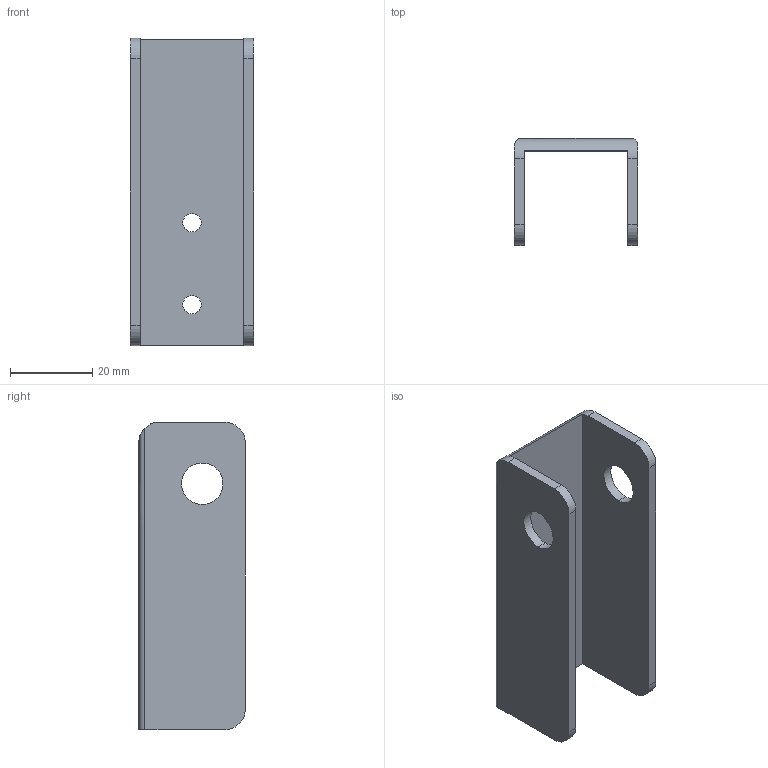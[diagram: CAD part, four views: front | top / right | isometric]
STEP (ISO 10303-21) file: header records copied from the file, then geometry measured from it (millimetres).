
FILE_DESCRIPTION (( 'STEP AP214' ), '1' );
FILE_NAME ('PAN_V1_USI_008_Colonne_Fixation.STEP', '2022-02-17T11:13:59', ( '' ), ( '' ), 'SwSTEP 2.0', 'SolidWorks 2021', '' );
FILE_SCHEMA (( 'AUTOMOTIVE_DESIGN' ));
Length unit declared in the file: millimetre
Products named in the file (1): PAN_V1_USI_008_Colonne_Fixation
Bounding box: 30 x 26 x 75 mm (x, y, z)
Volume: 14159.6 mm3; surface area: 11833.9 mm2
Topology: 1 solids, 1 shells, 30 faces, 80 edges, 52 vertices
Faces by surface type: cylinder 15, plane 11, cone 4
Entity records: 1014 total; most frequent: CARTESIAN_POINT 185, DIRECTION 174, ORIENTED_EDGE 160, EDGE_CURVE 80, AXIS2_PLACEMENT_3D 65, VERTEX_POINT 52, LINE 44, VECTOR 44
